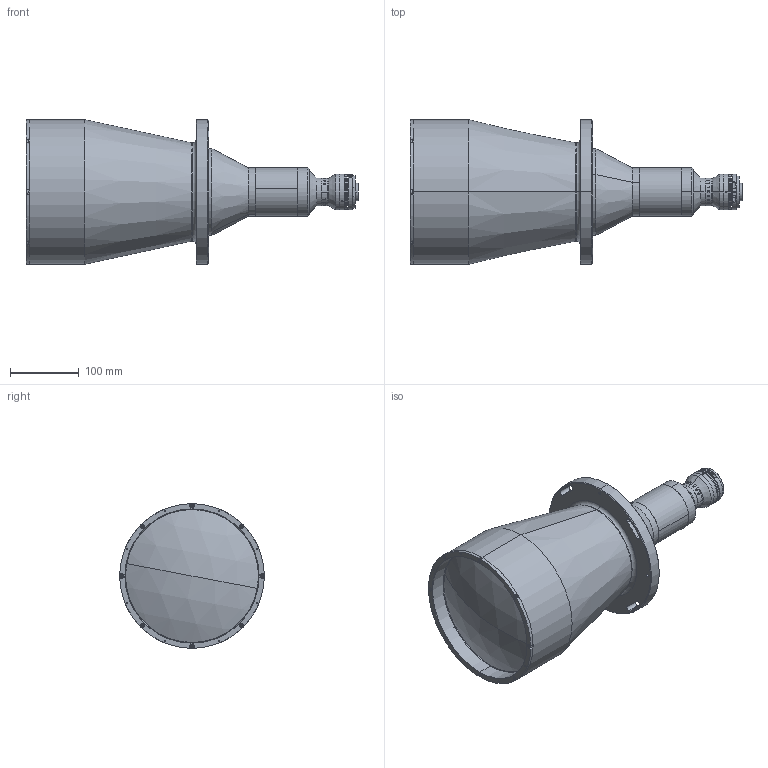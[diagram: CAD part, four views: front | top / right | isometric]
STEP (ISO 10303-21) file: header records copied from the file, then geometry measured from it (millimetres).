
FILE_DESCRIPTION (( 'STEP AP203' ), '1' );
FILE_NAME ('XF-PTL18216-C.STEP', '2019-07-23T01:47:30', ( 'puyufan' ), ( '' ), 'SwSTEP 2.0', 'SolidWorks 2014', '' );
FILE_SCHEMA (( 'CONFIG_CONTROL_DESIGN' ));
Length unit declared in the file: millimetre
Products named in the file (1): XF-PTL18216-C
Bounding box: 481.97 x 210 x 210 mm (x, y, z)
Surface area: 336484.7 mm2 (no closed solid volume)
Topology: 0 solids, 44 shells, 314 faces, 1403 edges, 1133 vertices
Faces by surface type: cylinder 151, plane 108, cone 34, torus 17, sphere 4
Entity records: 20453 total; most frequent: CARTESIAN_POINT 9157, DIRECTION 2323, ORIENTED_EDGE 2008, EDGE_CURVE 1401, VERTEX_POINT 1133, AXIS2_PLACEMENT_3D 891, CIRCLE 576, VECTOR 541
